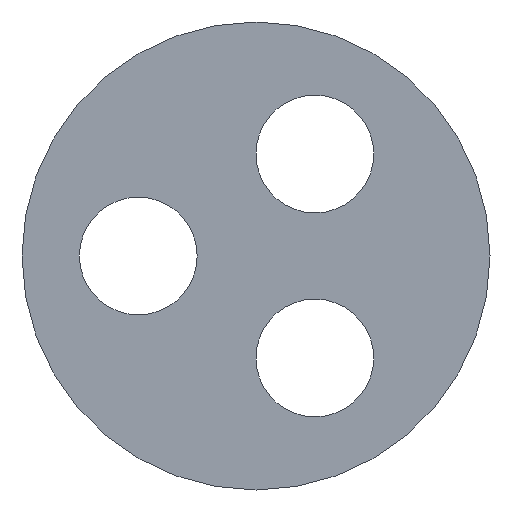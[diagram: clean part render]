
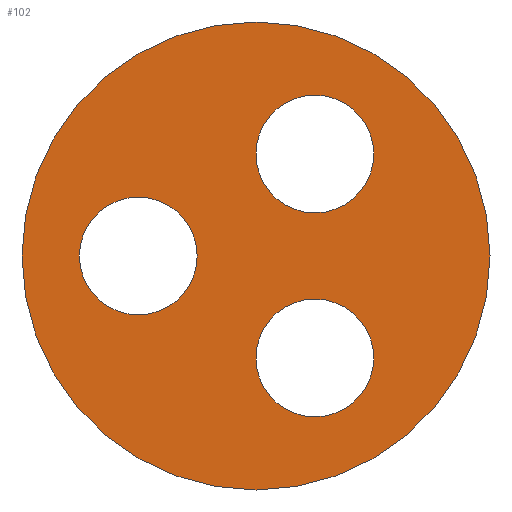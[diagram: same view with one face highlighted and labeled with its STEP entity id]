
A CAD part, left-side view. The second image highlights one B-rep face of the part: STEP entity #102.
In plain terms, the highlighted planar face has unit normal (-1, 0, 0).
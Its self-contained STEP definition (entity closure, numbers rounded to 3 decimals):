
#102 = ADVANCED_FACE( '', ( #212, #213, #214, #215 ), #216, .F. );
#212 = FACE_BOUND( '', #327, .T. );
#213 = FACE_BOUND( '', #328, .T. );
#214 = FACE_BOUND( '', #329, .T. );
#215 = FACE_OUTER_BOUND( '', #330, .T. );
#216 = PLANE( '', #331 );
#327 = EDGE_LOOP( '', ( #561 ) );
#328 = EDGE_LOOP( '', ( #562 ) );
#329 = EDGE_LOOP( '', ( #563 ) );
#330 = EDGE_LOOP( '', ( #564 ) );
#331 = AXIS2_PLACEMENT_3D( '', #565, #566, #567 );
#561 = ORIENTED_EDGE( '', *, *, #745, .T. );
#562 = ORIENTED_EDGE( '', *, *, #716, .T. );
#563 = ORIENTED_EDGE( '', *, *, #746, .T. );
#564 = ORIENTED_EDGE( '', *, *, #722, .F. );
#565 = CARTESIAN_POINT( '', ( 0., 0., 0. ) );
#566 = DIRECTION( '', ( 1., 0., 0. ) );
#567 = DIRECTION( '', ( 0., 0., -1. ) );
#716 = EDGE_CURVE( '', #871, #871, #872, .T. );
#722 = EDGE_CURVE( '', #880, #880, #881, .T. );
#745 = EDGE_CURVE( '', #911, #911, #912, .T. );
#746 = EDGE_CURVE( '', #913, #913, #914, .T. );
#871 = VERTEX_POINT( '', #1075 );
#872 = CIRCLE( '', #1076, 2. );
#880 = VERTEX_POINT( '', #1086 );
#881 = CIRCLE( '', #1087, 7.95 );
#911 = VERTEX_POINT( '', #1129 );
#912 = CIRCLE( '', #1130, 2. );
#913 = VERTEX_POINT( '', #1131 );
#914 = CIRCLE( '', #1132, 2. );
#1075 = CARTESIAN_POINT( '', ( 0., 4., -2. ) );
#1076 = AXIS2_PLACEMENT_3D( '', #1238, #1239, #1240 );
#1086 = CARTESIAN_POINT( '', ( 0., 0., -7.95 ) );
#1087 = AXIS2_PLACEMENT_3D( '', #1246, #1247, #1248 );
#1129 = CARTESIAN_POINT( '', ( 0., -2., 1.464 ) );
#1130 = AXIS2_PLACEMENT_3D( '', #1267, #1268, #1269 );
#1131 = CARTESIAN_POINT( '', ( 0., -2., -5.464 ) );
#1132 = AXIS2_PLACEMENT_3D( '', #1270, #1271, #1272 );
#1238 = CARTESIAN_POINT( '', ( 0., 4., 0. ) );
#1239 = DIRECTION( '', ( 1., 0., 0. ) );
#1240 = DIRECTION( '', ( 0., 0., -1. ) );
#1246 = CARTESIAN_POINT( '', ( 0., 0., 0. ) );
#1247 = DIRECTION( '', ( 1., 0., 0. ) );
#1248 = DIRECTION( '', ( 0., 0., -1. ) );
#1267 = CARTESIAN_POINT( '', ( 0., -2., 3.464 ) );
#1268 = DIRECTION( '', ( 1., 0., 0. ) );
#1269 = DIRECTION( '', ( 0., 0., -1. ) );
#1270 = CARTESIAN_POINT( '', ( 0., -2., -3.464 ) );
#1271 = DIRECTION( '', ( 1., 0., 0. ) );
#1272 = DIRECTION( '', ( 0., 0., -1. ) );
